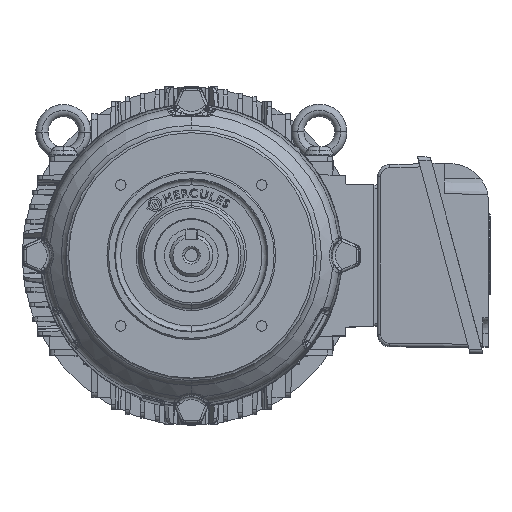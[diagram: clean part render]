
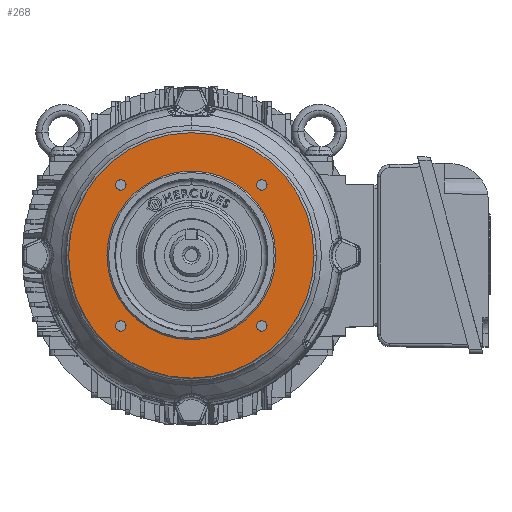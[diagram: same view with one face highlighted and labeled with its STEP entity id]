
A CAD part, top view. The second image highlights one B-rep face of the part: STEP entity #268.
In plain terms, the highlighted planar face has unit normal (0, 0, 1).
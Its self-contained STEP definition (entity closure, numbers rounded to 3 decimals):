
#213 = EDGE_LOOP ( 'NONE', ( #59602, #3229 ) ) ;
#268 = ADVANCED_FACE ( 'NONE', ( #40743, #51541, #58133, #14382, #35562, #56777 ), #3995, .F. ) ;
#1230 = CARTESIAN_POINT ( 'NONE',  ( -49.362, -45.962, 76. ) ) ;
#3229 = ORIENTED_EDGE ( 'NONE', *, *, #12254, .F. ) ;
#3506 = EDGE_LOOP ( 'NONE', ( #60113, #7092 ) ) ;
#3673 = CARTESIAN_POINT ( 'NONE',  ( 49.362, -45.962, 76. ) ) ;
#3684 = EDGE_LOOP ( 'NONE', ( #66649, #43259 ) ) ;
#3901 = DIRECTION ( 'NONE',  ( 0., 0., 1. ) ) ;
#3939 = ORIENTED_EDGE ( 'NONE', *, *, #28758, .F. ) ;
#3995 = PLANE ( 'NONE',  #67407 ) ;
#3998 = VERTEX_POINT ( 'NONE', #40814 ) ;
#4653 = DIRECTION ( 'NONE',  ( 0., 0., -1. ) ) ;
#4902 = CARTESIAN_POINT ( 'NONE',  ( 0., 0., 76. ) ) ;
#5677 = CARTESIAN_POINT ( 'NONE',  ( -42.562, 45.962, 76. ) ) ;
#6354 = DIRECTION ( 'NONE',  ( 0., 0., 1. ) ) ;
#6914 = EDGE_CURVE ( 'NONE', #30870, #66206, #18034, .T. ) ;
#7092 = ORIENTED_EDGE ( 'NONE', *, *, #42468, .F. ) ;
#7950 = AXIS2_PLACEMENT_3D ( 'NONE', #29339, #60316, #29007 ) ;
#8561 = CARTESIAN_POINT ( 'NONE',  ( -45.962, -45.962, 76. ) ) ;
#10678 = ORIENTED_EDGE ( 'NONE', *, *, #31703, .T. ) ;
#11124 = EDGE_CURVE ( 'NONE', #66206, #30870, #41580, .T. ) ;
#11193 = CARTESIAN_POINT ( 'NONE',  ( 0., 0., 76. ) ) ;
#11515 = VERTEX_POINT ( 'NONE', #1230 ) ;
#11683 = AXIS2_PLACEMENT_3D ( 'NONE', #30076, #35640, #66946 ) ;
#11854 = EDGE_LOOP ( 'NONE', ( #39667, #3939 ) ) ;
#12254 = EDGE_CURVE ( 'NONE', #11515, #47867, #39493, .T. ) ;
#13226 = CIRCLE ( 'NONE', #37585, 55. ) ;
#14382 = FACE_BOUND ( 'NONE', #11854, .T. ) ;
#15066 = EDGE_CURVE ( 'NONE', #47867, #11515, #56660, .T. ) ;
#15771 = CARTESIAN_POINT ( 'NONE',  ( -80., 0., 76. ) ) ;
#15964 = DIRECTION ( 'NONE',  ( 0., 0., 1. ) ) ;
#16730 = AXIS2_PLACEMENT_3D ( 'NONE', #34857, #56417, #44931 ) ;
#17092 = CARTESIAN_POINT ( 'NONE',  ( 0., 0., 76. ) ) ;
#17636 = CIRCLE ( 'NONE', #40945, 80. ) ;
#18034 = CIRCLE ( 'NONE', #7950, 3.4 ) ;
#18600 = VERTEX_POINT ( 'NONE', #51357 ) ;
#19011 = EDGE_LOOP ( 'NONE', ( #62583, #10678 ) ) ;
#19198 = EDGE_CURVE ( 'NONE', #36630, #22154, #24967, .T. ) ;
#19249 = DIRECTION ( 'NONE',  ( 1., 0., 0. ) ) ;
#19272 = CIRCLE ( 'NONE', #62558, 3.4 ) ;
#19587 = CARTESIAN_POINT ( 'NONE',  ( 45.962, -45.962, 76. ) ) ;
#20169 = DIRECTION ( 'NONE',  ( 1., 0., 0. ) ) ;
#21482 = CIRCLE ( 'NONE', #39214, 3.4 ) ;
#21927 = VERTEX_POINT ( 'NONE', #15771 ) ;
#22154 = VERTEX_POINT ( 'NONE', #41383 ) ;
#22638 = DIRECTION ( 'NONE',  ( 1., 0., 0. ) ) ;
#22976 = DIRECTION ( 'NONE',  ( 0., 0., 1. ) ) ;
#23206 = AXIS2_PLACEMENT_3D ( 'NONE', #4902, #3901, #20169 ) ;
#23574 = DIRECTION ( 'NONE',  ( 0., 0., 1. ) ) ;
#24105 = DIRECTION ( 'NONE',  ( 0., 0., 1. ) ) ;
#24967 = CIRCLE ( 'NONE', #30501, 3.4 ) ;
#25130 = CARTESIAN_POINT ( 'NONE',  ( 0., 0., 76. ) ) ;
#26077 = CARTESIAN_POINT ( 'NONE',  ( -49.362, 45.962, 76. ) ) ;
#26435 = VERTEX_POINT ( 'NONE', #26077 ) ;
#26662 = AXIS2_PLACEMENT_3D ( 'NONE', #53891, #38231, #55957 ) ;
#27149 = DIRECTION ( 'NONE',  ( 1., 0., 0. ) ) ;
#28679 = VERTEX_POINT ( 'NONE', #59582 ) ;
#28758 = EDGE_CURVE ( 'NONE', #26435, #43618, #58902, .T. ) ;
#29007 = DIRECTION ( 'NONE',  ( 1., 0., 0. ) ) ;
#29339 = CARTESIAN_POINT ( 'NONE',  ( 45.962, 45.962, 76. ) ) ;
#30076 = CARTESIAN_POINT ( 'NONE',  ( 45.962, 45.962, 76. ) ) ;
#30501 = AXIS2_PLACEMENT_3D ( 'NONE', #19587, #24105, #19249 ) ;
#30870 = VERTEX_POINT ( 'NONE', #64905 ) ;
#31573 = CARTESIAN_POINT ( 'NONE',  ( 0., 0., 76. ) ) ;
#31683 = DIRECTION ( 'NONE',  ( -1., 0., 0. ) ) ;
#31703 = EDGE_CURVE ( 'NONE', #21927, #28679, #53142, .T. ) ;
#31926 = DIRECTION ( 'NONE',  ( 1., 0., 0. ) ) ;
#32005 = CARTESIAN_POINT ( 'NONE',  ( 45.962, -45.962, 76. ) ) ;
#32581 = CARTESIAN_POINT ( 'NONE',  ( 42.562, 45.962, 76. ) ) ;
#34857 = CARTESIAN_POINT ( 'NONE',  ( -45.962, 45.962, 76. ) ) ;
#35562 = FACE_BOUND ( 'NONE', #59610, .T. ) ;
#35634 = ORIENTED_EDGE ( 'NONE', *, *, #11124, .F. ) ;
#35640 = DIRECTION ( 'NONE',  ( 0., 0., 1. ) ) ;
#36630 = VERTEX_POINT ( 'NONE', #3673 ) ;
#37585 = AXIS2_PLACEMENT_3D ( 'NONE', #17092, #44176, #42772 ) ;
#37734 = CARTESIAN_POINT ( 'NONE',  ( -42.562, -45.962, 76. ) ) ;
#38231 = DIRECTION ( 'NONE',  ( 0., 0., 1. ) ) ;
#38501 = CARTESIAN_POINT ( 'NONE',  ( -45.962, 45.962, 76. ) ) ;
#39214 = AXIS2_PLACEMENT_3D ( 'NONE', #38501, #23574, #44070 ) ;
#39493 = CIRCLE ( 'NONE', #65036, 3.4 ) ;
#39667 = ORIENTED_EDGE ( 'NONE', *, *, #61548, .F. ) ;
#40743 = FACE_BOUND ( 'NONE', #3684, .T. ) ;
#40814 = CARTESIAN_POINT ( 'NONE',  ( -55., 0., 76. ) ) ;
#40945 = AXIS2_PLACEMENT_3D ( 'NONE', #31573, #15964, #31926 ) ;
#41383 = CARTESIAN_POINT ( 'NONE',  ( 42.562, -45.962, 76. ) ) ;
#41580 = CIRCLE ( 'NONE', #11683, 3.4 ) ;
#42468 = EDGE_CURVE ( 'NONE', #22154, #36630, #19272, .T. ) ;
#42772 = DIRECTION ( 'NONE',  ( 1., 0., 0. ) ) ;
#43259 = ORIENTED_EDGE ( 'NONE', *, *, #62603, .F. ) ;
#43618 = VERTEX_POINT ( 'NONE', #5677 ) ;
#44070 = DIRECTION ( 'NONE',  ( 1., 0., 0. ) ) ;
#44176 = DIRECTION ( 'NONE',  ( 0., 0., 1. ) ) ;
#44931 = DIRECTION ( 'NONE',  ( 1., 0., 0. ) ) ;
#45994 = AXIS2_PLACEMENT_3D ( 'NONE', #11193, #22976, #22638 ) ;
#47867 = VERTEX_POINT ( 'NONE', #37734 ) ;
#51357 = CARTESIAN_POINT ( 'NONE',  ( 55., 0., 76. ) ) ;
#51541 = FACE_BOUND ( 'NONE', #3506, .T. ) ;
#52903 = EDGE_CURVE ( 'NONE', #18600, #3998, #13226, .T. ) ;
#53142 = CIRCLE ( 'NONE', #23206, 80. ) ;
#53182 = EDGE_CURVE ( 'NONE', #28679, #21927, #17636, .T. ) ;
#53891 = CARTESIAN_POINT ( 'NONE',  ( -45.962, -45.962, 76. ) ) ;
#55957 = DIRECTION ( 'NONE',  ( 1., 0., 0. ) ) ;
#56417 = DIRECTION ( 'NONE',  ( 0., 0., 1. ) ) ;
#56660 = CIRCLE ( 'NONE', #26662, 3.4 ) ;
#56777 = FACE_OUTER_BOUND ( 'NONE', #19011, .T. ) ;
#58133 = FACE_BOUND ( 'NONE', #213, .T. ) ;
#58902 = CIRCLE ( 'NONE', #16730, 3.4 ) ;
#59380 = ORIENTED_EDGE ( 'NONE', *, *, #6914, .F. ) ;
#59582 = CARTESIAN_POINT ( 'NONE',  ( 80., 0., 76. ) ) ;
#59602 = ORIENTED_EDGE ( 'NONE', *, *, #15066, .F. ) ;
#59610 = EDGE_LOOP ( 'NONE', ( #59380, #35634 ) ) ;
#60113 = ORIENTED_EDGE ( 'NONE', *, *, #19198, .F. ) ;
#60316 = DIRECTION ( 'NONE',  ( 0., 0., 1. ) ) ;
#61033 = DIRECTION ( 'NONE',  ( 1., 0., 0. ) ) ;
#61373 = DIRECTION ( 'NONE',  ( 0., 0., 1. ) ) ;
#61548 = EDGE_CURVE ( 'NONE', #43618, #26435, #21482, .T. ) ;
#62558 = AXIS2_PLACEMENT_3D ( 'NONE', #32005, #6354, #27149 ) ;
#62583 = ORIENTED_EDGE ( 'NONE', *, *, #53182, .T. ) ;
#62603 = EDGE_CURVE ( 'NONE', #3998, #18600, #67129, .T. ) ;
#64905 = CARTESIAN_POINT ( 'NONE',  ( 49.362, 45.962, 76. ) ) ;
#65036 = AXIS2_PLACEMENT_3D ( 'NONE', #8561, #61373, #61033 ) ;
#66206 = VERTEX_POINT ( 'NONE', #32581 ) ;
#66649 = ORIENTED_EDGE ( 'NONE', *, *, #52903, .F. ) ;
#66946 = DIRECTION ( 'NONE',  ( 1., 0., 0. ) ) ;
#67129 = CIRCLE ( 'NONE', #45994, 55. ) ;
#67407 = AXIS2_PLACEMENT_3D ( 'NONE', #25130, #4653, #31683 ) ;
